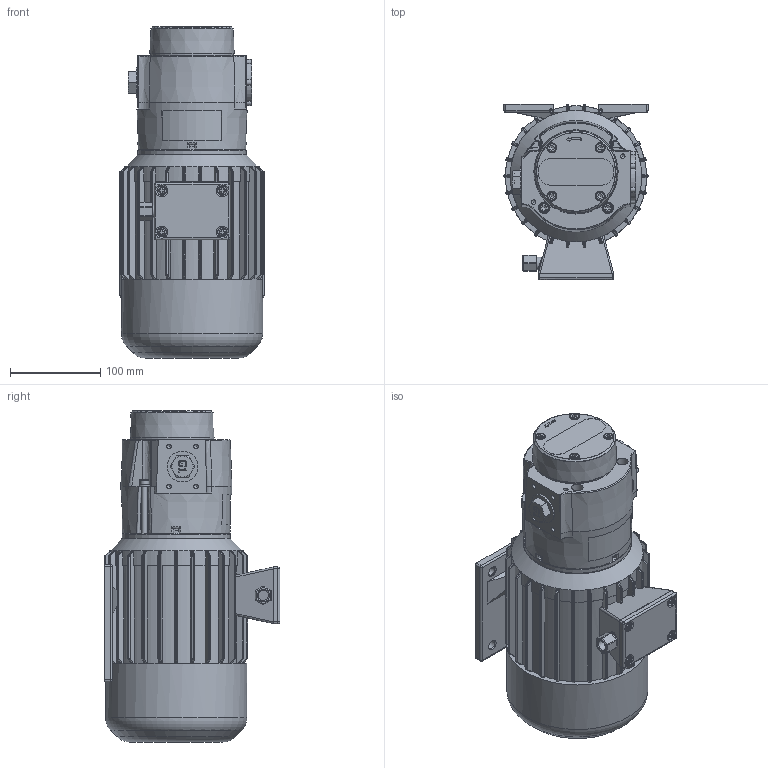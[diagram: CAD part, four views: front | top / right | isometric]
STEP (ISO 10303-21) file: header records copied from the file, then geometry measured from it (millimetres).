
FILE_DESCRIPTION(/* description */ ('Unknown'),/* implementation_level */ '2;1');
FILE_NAME(/* name */ 'QPM3 10-8-0,25',/* time_stamp */ '2017-11-20T10:48:12+01:00',/* author */ ('Unknown'),/* organization */ ('Unknown'),/* preprocessor_version */ 'ST-DEVELOPER v16.7',/* originating_system */ 'DEX',/* authorisation */ $);
FILE_SCHEMA (('AUTOMOTIVE_DESIGN {1 0 10303 214 3 1 1}'));
Products named in the file (1): 05R0100
Bounding box: 160 x 195 x 368.8 mm (x, y, z)
Volume: 1985.3 mm3; surface area: 434044.2 mm2
Topology: 22 solids, 23 shells, 2460 faces, 6259 edges, 3575 vertices
Faces by surface type: plane 762, cylinder 751, bspline 319, torus 274, sphere 228, cone 126
Full cylindrical faces by diameter (mm): 2 x2, 4 x10, 4.917 x11, 6 x12, 6.2 x4, 6.4 x4, 6.5 x2, 7 x4, 9.8 x4, 10 x12, 11 x4, 11.667 x1, 12 x4, 13 x2, 14 x3, 14.3 x1, 14.325 x1, 14.4 x1, 16 x1, 16.4 x1, 17 x2, 19 x3, 19.3 x2, 20.2 x1, 21.5 x1, 22 x2, 24 x1, 24.5 x1, 27 x2, 28 x2
Entity records: 97088 total; most frequent: CARTESIAN_POINT 25518, ORIENTED_EDGE 11250, DIRECTION 11055, EDGE_CURVE 5625, AXIS2_PLACEMENT_3D 4447, VERTEX_POINT 3474, FACE_BOUND 2887, EDGE_LOOP 2861
